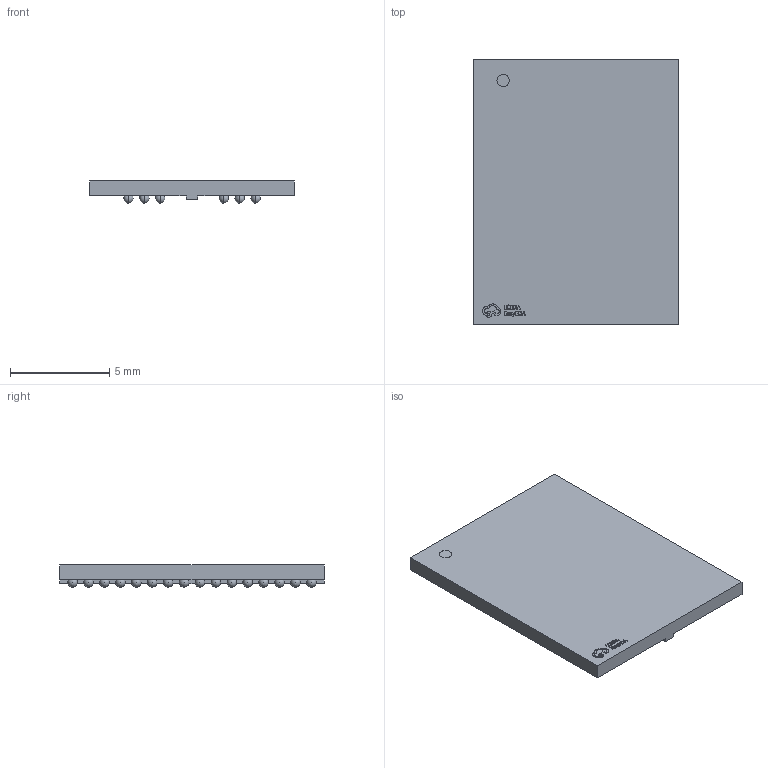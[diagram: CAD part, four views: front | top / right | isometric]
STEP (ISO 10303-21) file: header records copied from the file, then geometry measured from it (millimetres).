
FILE_DESCRIPTION (( 'STEP AP214' ), '1' );
FILE_NAME ('BGA-96_L13.3-W10.3-P0.80_K4AAG165WA-BCWE.STEP', '2023-01-17T01:13:23', ( 'PC' ), ( 'Microsoft' ), 'SwSTEP 2.0', 'SolidWorks 2020', '' );
FILE_SCHEMA (( 'AUTOMOTIVE_DESIGN' ));
Length unit declared in the file: millimetre
Products named in the file (1): BGA-96_L13.3-W10.3-P0.80_K4AAG165WA-BCWE
Bounding box: 10.3 x 13.3 x 1.13 mm (x, y, z)
Volume: 109.2 mm3; surface area: 356.4 mm2
Topology: 1 solids, 1 shells, 429 faces, 1509 edges, 1006 vertices
Faces by surface type: sphere 192, plane 137, bspline 98, cylinder 2
Entity records: 18064 total; most frequent: CARTESIAN_POINT 3483, ORIENTED_EDGE 2058, DIRECTION 1881, EDGE_CURVE 1029, AXIS2_PLACEMENT_3D 720, VERTEX_POINT 718, EDGE_LOOP 545, LINE 441
